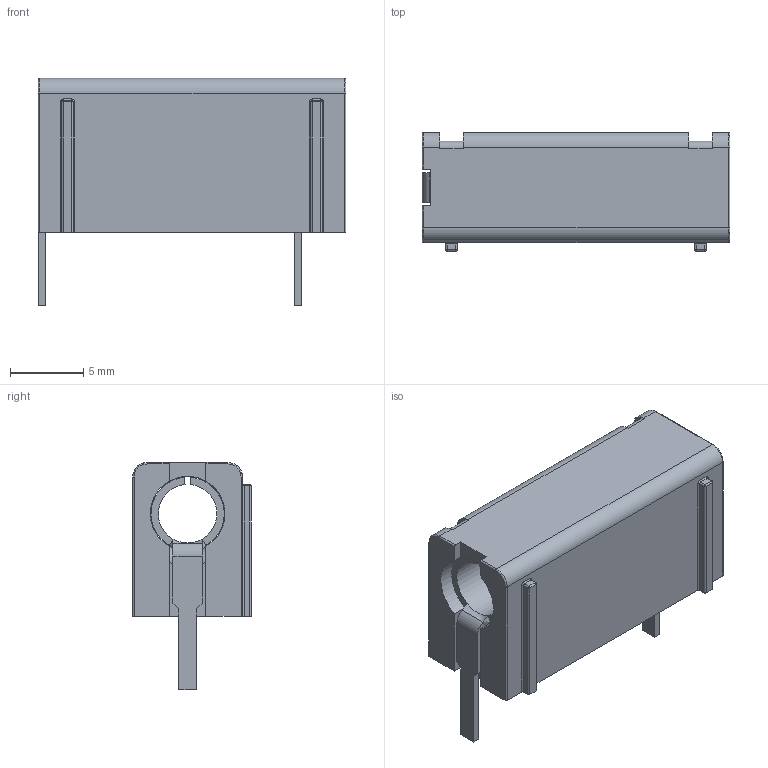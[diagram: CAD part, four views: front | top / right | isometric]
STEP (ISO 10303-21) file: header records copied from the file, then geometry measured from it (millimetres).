
FILE_DESCRIPTION (( 'STEP AP214' ), '1' );
FILE_NAME ('973582100.STEP', '2023-09-07T19:24:20', ( 'USER' ), ( '' ), 'SwSTEP 2.0', 'SolidWorks 2016', '' );
FILE_SCHEMA (( 'AUTOMOTIVE_DESIGN' ));
Length unit declared in the file: millimetre
Products named in the file (1): 973582100
Bounding box: 21 x 8.1 x 15.5 mm (x, y, z)
Volume: 1281.7 mm3; surface area: 1799.6 mm2
Topology: 2 solids, 2 shells, 116 faces, 301 edges, 183 vertices
Faces by surface type: plane 56, cylinder 37, torus 11, bspline 8, sphere 4
Entity records: 3701 total; most frequent: CARTESIAN_POINT 817, DIRECTION 601, ORIENTED_EDGE 594, EDGE_CURVE 297, AXIS2_PLACEMENT_3D 204, LINE 193, VECTOR 193, VERTEX_POINT 183
